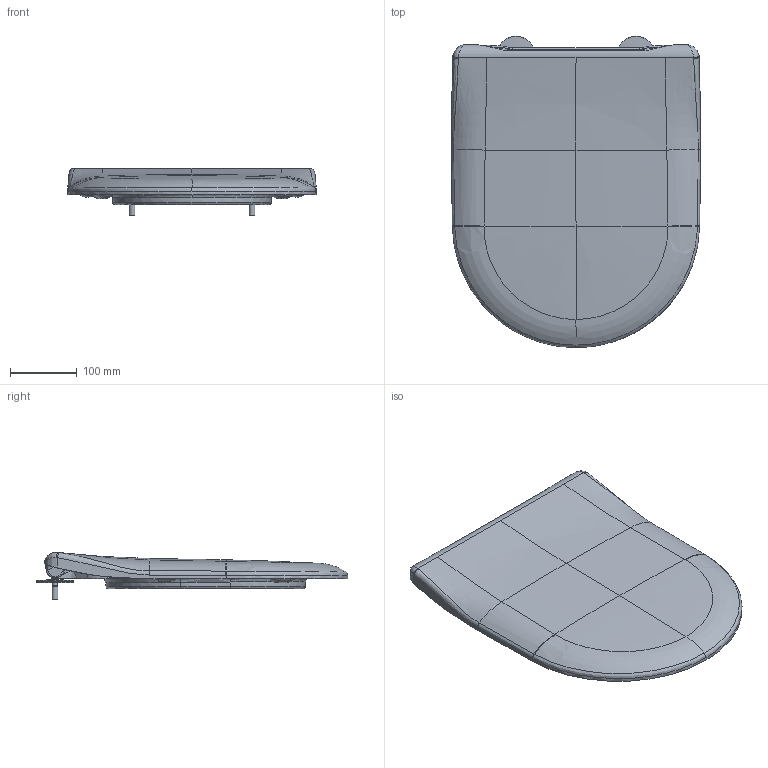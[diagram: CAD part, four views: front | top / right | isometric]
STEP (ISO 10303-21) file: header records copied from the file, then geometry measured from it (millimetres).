
FILE_DESCRIPTION(/* description */ (''),/* implementation_level */ '2;1');
FILE_NAME(/* name */ '8M47S1_9M78S1_WCS.stp',/* time_stamp */ '2021-10-22T12:27:30+02:00',/* author */ (''),/* organization */ (''),/* preprocessor_version */ 'ST-DEVELOPER v18.1',/* originating_system */ 'SIEMENS PLM Software NX 1973',/* authorisation */ '');
FILE_SCHEMA (('AUTOMOTIVE_DESIGN { 1 0 10303 214 3 1 1 1 }'));
Products named in the file (1): Muel5EAC1F49d5vq
Bounding box: 374 x 468 x 71.19 mm (x, y, z)
Volume: 1542675.3 mm3; surface area: 583193.6 mm2
Topology: 10 solids, 10 shells, 575 faces, 1422 edges, 851 vertices
Faces by surface type: bspline 345, cylinder 93, plane 42, cone 27, torus 25, sphere 20, extrusion 19, revolution 4
Full cylindrical faces by diameter (mm): 8 x4, 8.85 x2, 9 x2, 9.1 x2, 10 x2, 18 x2, 21.9 x2
Entity records: 56078 total; most frequent: CARTESIAN_POINT 45965, ORIENTED_EDGE 2660, EDGE_CURVE 1330, DIRECTION 969, B_SPLINE_CURVE_WITH_KNOTS 954, VERTEX_POINT 816, EDGE_LOOP 626, ADVANCED_FACE 575
